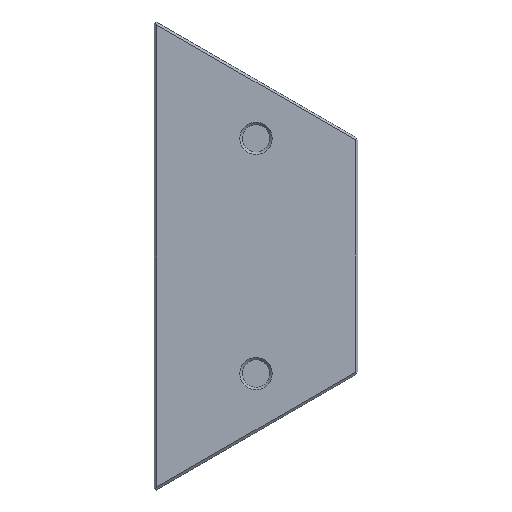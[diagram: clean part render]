
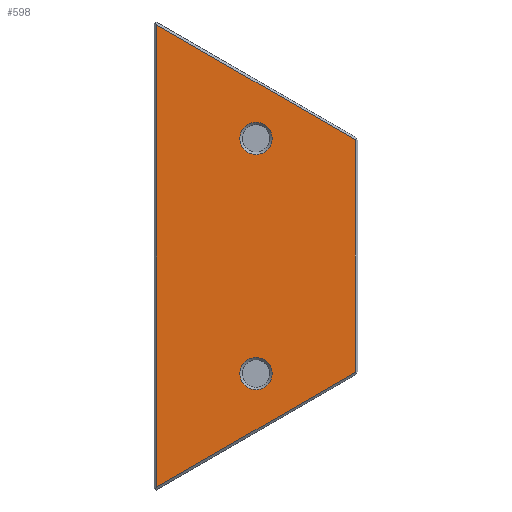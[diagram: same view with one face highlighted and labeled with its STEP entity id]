
A CAD part, left-side view. The second image highlights one B-rep face of the part: STEP entity #598.
In plain terms, the highlighted planar face has unit normal (-1, 0, 0).
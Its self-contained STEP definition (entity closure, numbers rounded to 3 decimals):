
#26=FACE_BOUND('',#223,.T.);
#27=FACE_BOUND('',#224,.T.);
#54=LINE('',#914,#121);
#70=LINE('',#947,#137);
#73=LINE('',#952,#140);
#83=LINE('',#970,#150);
#121=VECTOR('',#739,10.);
#137=VECTOR('',#763,10.);
#140=VECTOR('',#768,10.);
#150=VECTOR('',#786,10.);
#183=FACE_OUTER_BOUND('',#222,.T.);
#222=EDGE_LOOP('',(#489,#490,#491,#492));
#223=EDGE_LOOP('',(#493));
#224=EDGE_LOOP('',(#494));
#244=CIRCLE('',#654,2.75);
#245=CIRCLE('',#655,2.75);
#277=VERTEX_POINT('',#911);
#278=VERTEX_POINT('',#913);
#290=VERTEX_POINT('',#944);
#291=VERTEX_POINT('',#946);
#297=VERTEX_POINT('',#972);
#298=VERTEX_POINT('',#974);
#338=EDGE_CURVE('',#277,#278,#54,.T.);
#354=EDGE_CURVE('',#290,#291,#70,.T.);
#357=EDGE_CURVE('',#278,#290,#73,.T.);
#367=EDGE_CURVE('',#291,#277,#83,.T.);
#368=EDGE_CURVE('',#297,#297,#244,.T.);
#369=EDGE_CURVE('',#298,#298,#245,.T.);
#489=ORIENTED_EDGE('',*,*,#367,.F.);
#490=ORIENTED_EDGE('',*,*,#354,.F.);
#491=ORIENTED_EDGE('',*,*,#357,.F.);
#492=ORIENTED_EDGE('',*,*,#338,.F.);
#493=ORIENTED_EDGE('',*,*,#368,.F.);
#494=ORIENTED_EDGE('',*,*,#369,.F.);
#570=PLANE('',#653);
#598=ADVANCED_FACE('',(#183,#26,#27),#570,.F.);
#653=AXIS2_PLACEMENT_3D('',#971,#787,#788);
#654=AXIS2_PLACEMENT_3D('',#973,#789,#790);
#655=AXIS2_PLACEMENT_3D('',#975,#791,#792);
#739=DIRECTION('',(0.,0.,1.));
#763=DIRECTION('',(0.,0.,-1.));
#768=DIRECTION('',(0.,-0.866,-0.5));
#786=DIRECTION('',(0.,0.866,-0.5));
#787=DIRECTION('center_axis',(1.,0.,0.));
#788=DIRECTION('ref_axis',(0.,1.,0.));
#789=DIRECTION('center_axis',(-1.,0.,0.));
#790=DIRECTION('ref_axis',(0.,1.,0.));
#791=DIRECTION('center_axis',(-1.,0.,0.));
#792=DIRECTION('ref_axis',(0.,1.,0.));
#911=CARTESIAN_POINT('',(0.,-1.4,-39.307));
#913=CARTESIAN_POINT('',(0.,-1.4,39.307));
#914=CARTESIAN_POINT('',(0.,-1.4,0.));
#944=CARTESIAN_POINT('',(0.,-35.241,19.769));
#946=CARTESIAN_POINT('',(0.,-35.241,-19.769));
#947=CARTESIAN_POINT('',(0.,-35.241,10.));
#952=CARTESIAN_POINT('',(0.,-9.46,34.654));
#970=CARTESIAN_POINT('',(0.,-26.781,-24.654));
#971=CARTESIAN_POINT('Origin',(0.,-1.,0.));
#972=CARTESIAN_POINT('',(0.,-21.071,-20.));
#973=CARTESIAN_POINT('Origin',(0.,-18.321,-20.));
#974=CARTESIAN_POINT('',(0.,-21.071,20.));
#975=CARTESIAN_POINT('Origin',(0.,-18.321,20.));
